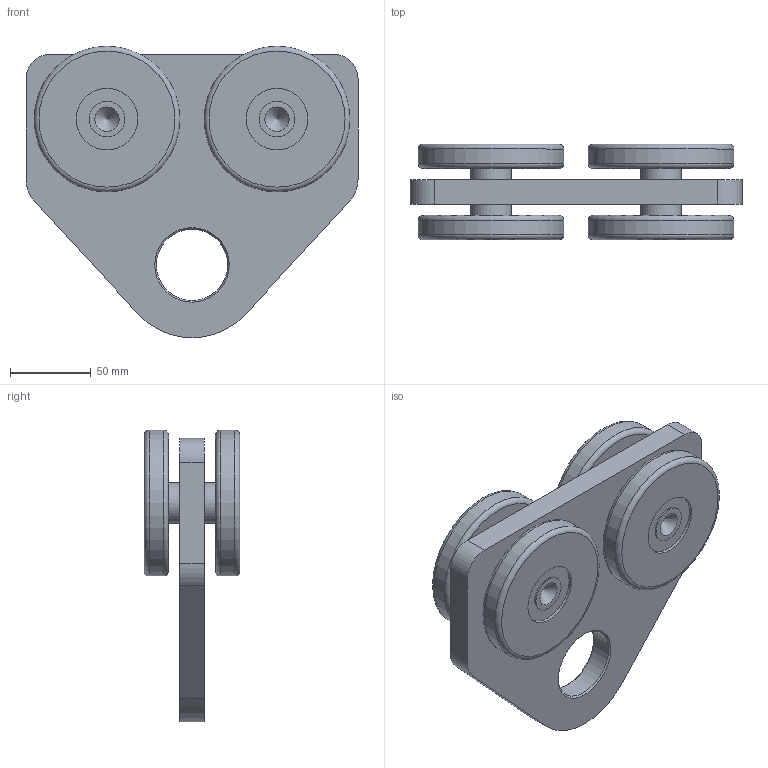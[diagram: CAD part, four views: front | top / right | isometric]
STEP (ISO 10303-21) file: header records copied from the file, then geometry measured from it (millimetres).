
FILE_DESCRIPTION(('STEP AP214'),'1');
FILE_NAME('PMH Åkvagn 725.stp','2013-08-16T11:02:45',(' '),(' '),'Spatial InterOp 3D',' ',' ');
FILE_SCHEMA(('automotive_design'));
Length unit declared in the file: millimetre
Products named in the file (5): PMH Profilskena Akvagn 725; Part1; Part2
Assembly tree (5 placements, depth 2):
  PMH Profilskena Akvagn 725
    Part1
    Part2  x2
    Part2
    Part2
Bounding box: 205 x 59 x 180 mm (x, y, z)
Volume: 782092 mm3; surface area: 133541.1 mm2
Topology: 5 solids, 5 shells, 63 faces, 114 edges, 73 vertices
Faces by surface type: plane 27, cylinder 22, torus 8, cone 6
Full cylindrical faces by diameter (mm): 22 x4, 25 x4, 38 x4, 44 x1, 90 x4
Entity records: 1662 total; most frequent: DIRECTION 228, CARTESIAN_POINT 184, ORIENTED_EDGE 134, AXIS2_PLACEMENT_3D 104, EDGE_LOOP 86, FACE_OUTER_BOUND 70, EDGE_CURVE 67, VERTEX_POINT 60
